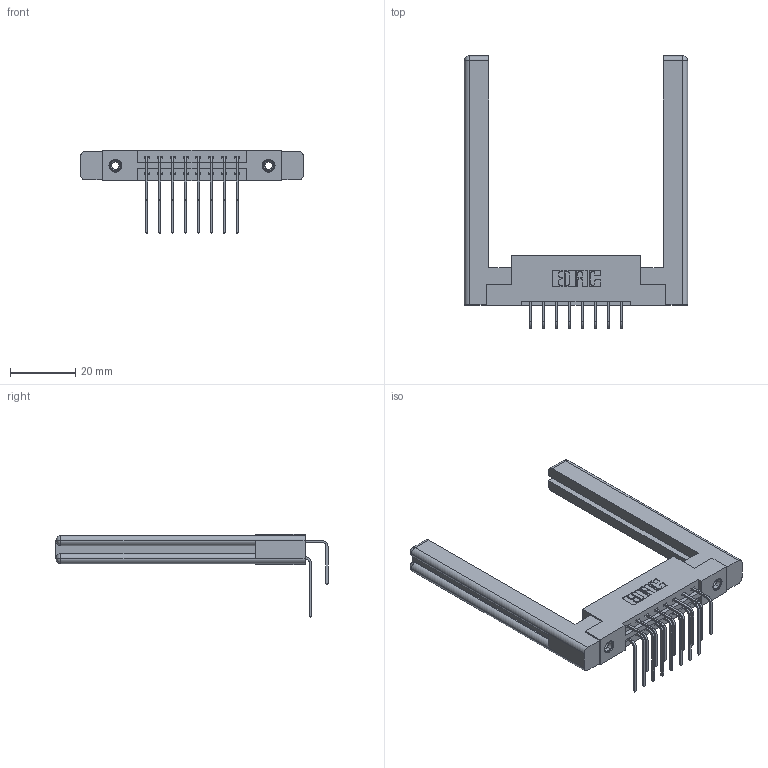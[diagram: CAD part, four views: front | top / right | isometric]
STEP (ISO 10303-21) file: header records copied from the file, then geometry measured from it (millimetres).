
FILE_DESCRIPTION (( 'STEP AP203' ), '1' );
FILE_NAME ('337-016-558-258.STEP', '2019-10-08T12:44:56', ( '' ), ( '' ), 'SwSTEP 2.0', 'SolidWorks 2016', '' );
FILE_SCHEMA (( 'CONFIG_CONTROL_DESIGN' ));
Length unit declared in the file: inch
Products named in the file (6): 337-016-558-258; 337 Part_Flush Mounting Lugs - 0.156 Dia-TI; 345-250-001_345-250-001-102; 307-220-058; 345-292-001_558 559 Tail - 1; 345-292-001_558 Tail - 2
Assembly tree (21 placements, depth 2):
  337-016-558-258
    337 Part_Flush Mounting Lugs - 0.156 Dia-TI
    345-292-001_558 559 Tail - 1  x8
    345-292-001_558 Tail - 2  x8
    345-250-001_345-250-001-102  x2
    307-220-058  x2
Bounding box: 68.33 x 83.25 x 25.53 mm (x, y, z)
Volume: 13982.8 mm3; surface area: 12913.1 mm2
Topology: 21 solids, 21 shells, 1152 faces, 3337 edges, 2190 vertices
Faces by surface type: plane 794, cylinder 334, cone 12, torus 12
Entity records: 15018 total; most frequent: CARTESIAN_POINT 2612, ORIENTED_EDGE 2436, DIRECTION 2282, EDGE_CURVE 1218, VECTOR 1002, LINE 1002, VERTEX_POINT 802, AXIS2_PLACEMENT_3D 640
